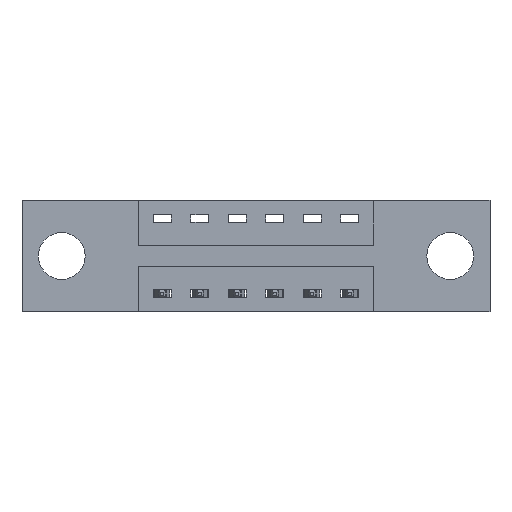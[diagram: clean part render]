
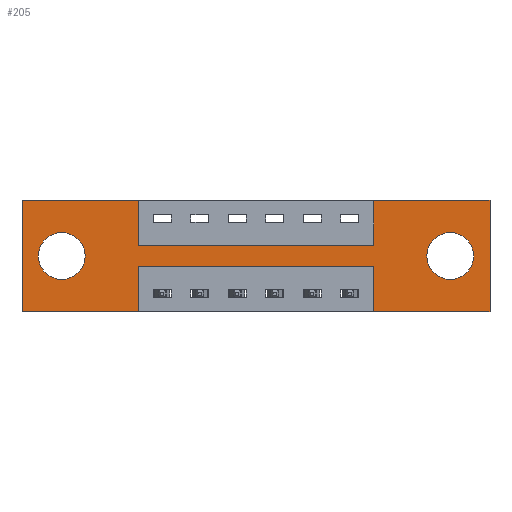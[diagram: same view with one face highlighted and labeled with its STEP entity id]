
A CAD part, front view. The second image highlights one B-rep face of the part: STEP entity #205.
In plain terms, the highlighted planar face has unit normal (0, -1, 0).
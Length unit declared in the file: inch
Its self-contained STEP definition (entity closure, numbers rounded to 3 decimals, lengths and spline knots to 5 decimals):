
#205 = ADVANCED_FACE ( 'NONE', ( #1001, #6413, #250 ), #5752, .T. ) ;
#210 = EDGE_CURVE ( 'NONE', #5787, #3428, #5088, .T. ) ;
#212 = DIRECTION ( 'NONE',  ( 0., 0., 1. ) ) ;
#214 = DIRECTION ( 'NONE',  ( 0., 0., -1. ) ) ;
#250 = FACE_OUTER_BOUND ( 'NONE', #1563, .T. ) ;
#261 = CARTESIAN_POINT ( 'NONE',  ( 0., 0., 0. ) ) ;
#477 = CARTESIAN_POINT ( 'NONE',  ( 0.3875, 0., -0.37 ) ) ;
#498 = DIRECTION ( 'NONE',  ( 0., 1., 0. ) ) ;
#563 = DIRECTION ( 'NONE',  ( 1., 0., 0. ) ) ;
#691 = VERTEX_POINT ( 'NONE', #3558 ) ;
#697 = CARTESIAN_POINT ( 'NONE',  ( 1.56, 0., -0.37 ) ) ;
#702 = AXIS2_PLACEMENT_3D ( 'NONE', #2637, #498, #5387 ) ;
#886 = DIRECTION ( 'NONE',  ( -1., 0., 0. ) ) ;
#1001 = FACE_BOUND ( 'NONE', #6243, .T. ) ;
#1026 = LINE ( 'NONE', #2428, #4934 ) ;
#1129 = LINE ( 'NONE', #477, #1693 ) ;
#1148 = CIRCLE ( 'NONE', #2313, 0.078 ) ;
#1159 = DIRECTION ( 'NONE',  ( -1., 0., 0. ) ) ;
#1217 = DIRECTION ( 'NONE',  ( 1., 0., 0. ) ) ;
#1429 = DIRECTION ( 'NONE',  ( 0., 1., 0. ) ) ;
#1478 = ORIENTED_EDGE ( 'NONE', *, *, #7574, .F. ) ;
#1563 = EDGE_LOOP ( 'NONE', ( #1856, #4470, #5355, #3489, #2225, #1771, #4578, #5124, #1677, #6678, #8600, #1478 ) ) ;
#1677 = ORIENTED_EDGE ( 'NONE', *, *, #210, .F. ) ;
#1693 = VECTOR ( 'NONE', #8717, 39.37008 ) ;
#1704 = EDGE_CURVE ( 'NONE', #3199, #8963, #1129, .T. ) ;
#1725 = EDGE_CURVE ( 'NONE', #6012, #5787, #3207, .T. ) ;
#1771 = ORIENTED_EDGE ( 'NONE', *, *, #8845, .F. ) ;
#1843 = ORIENTED_EDGE ( 'NONE', *, *, #3701, .T. ) ;
#1856 = ORIENTED_EDGE ( 'NONE', *, *, #1704, .F. ) ;
#2111 = EDGE_CURVE ( 'NONE', #3102, #4825, #4961, .T. ) ;
#2119 = CARTESIAN_POINT ( 'NONE',  ( 1.56, 0., 0. ) ) ;
#2225 = ORIENTED_EDGE ( 'NONE', *, *, #2111, .F. ) ;
#2313 = AXIS2_PLACEMENT_3D ( 'NONE', #3568, #3757, #214 ) ;
#2382 = CIRCLE ( 'NONE', #2515, 0.078 ) ;
#2413 = CARTESIAN_POINT ( 'NONE',  ( 0., 0., 0. ) ) ;
#2417 = VECTOR ( 'NONE', #563, 39.37008 ) ;
#2428 = CARTESIAN_POINT ( 'NONE',  ( 0., 0., -0.37 ) ) ;
#2515 = AXIS2_PLACEMENT_3D ( 'NONE', #6082, #8823, #2586 ) ;
#2586 = DIRECTION ( 'NONE',  ( 0., 0., 1. ) ) ;
#2600 = CARTESIAN_POINT ( 'NONE',  ( 1.1725, 0., -0.15 ) ) ;
#2601 = ORIENTED_EDGE ( 'NONE', *, *, #8792, .T. ) ;
#2628 = LINE ( 'NONE', #7388, #4914 ) ;
#2637 = CARTESIAN_POINT ( 'NONE',  ( 0.1325, 0., -0.185 ) ) ;
#2666 = LINE ( 'NONE', #6034, #6290 ) ;
#2847 = VECTOR ( 'NONE', #5101, 39.37008 ) ;
#2877 = VERTEX_POINT ( 'NONE', #8076 ) ;
#2970 = CARTESIAN_POINT ( 'NONE',  ( 0., 0., -0.37 ) ) ;
#3101 = EDGE_CURVE ( 'NONE', #691, #3199, #5559, .T. ) ;
#3102 = VERTEX_POINT ( 'NONE', #2119 ) ;
#3174 = DIRECTION ( 'NONE',  ( 0., 0., 1. ) ) ;
#3199 = VERTEX_POINT ( 'NONE', #5202 ) ;
#3207 = LINE ( 'NONE', #7322, #8944 ) ;
#3274 = CARTESIAN_POINT ( 'NONE',  ( 1.4275, 0., -0.263 ) ) ;
#3344 = ORIENTED_EDGE ( 'NONE', *, *, #7608, .T. ) ;
#3415 = VERTEX_POINT ( 'NONE', #8053 ) ;
#3428 = VERTEX_POINT ( 'NONE', #7815 ) ;
#3483 = EDGE_CURVE ( 'NONE', #6920, #7697, #1148, .T. ) ;
#3489 = ORIENTED_EDGE ( 'NONE', *, *, #6332, .F. ) ;
#3558 = CARTESIAN_POINT ( 'NONE',  ( 1.1725, 0., -0.22 ) ) ;
#3568 = CARTESIAN_POINT ( 'NONE',  ( 1.4275, 0., -0.185 ) ) ;
#3660 = CARTESIAN_POINT ( 'NONE',  ( 1.1725, 0., -0.37 ) ) ;
#3701 = EDGE_CURVE ( 'NONE', #7697, #6920, #7125, .T. ) ;
#3754 = DIRECTION ( 'NONE',  ( 0., 0., 1. ) ) ;
#3757 = DIRECTION ( 'NONE',  ( 0., 1., 0. ) ) ;
#3771 = VERTEX_POINT ( 'NONE', #2600 ) ;
#3910 = LINE ( 'NONE', #8761, #2417 ) ;
#3943 = AXIS2_PLACEMENT_3D ( 'NONE', #2970, #8551, #5041 ) ;
#3988 = CARTESIAN_POINT ( 'NONE',  ( 0., 0., -0.37 ) ) ;
#4020 = CARTESIAN_POINT ( 'NONE',  ( 1.4275, 0., -0.107 ) ) ;
#4252 = LINE ( 'NONE', #261, #6788 ) ;
#4337 = AXIS2_PLACEMENT_3D ( 'NONE', #8932, #1429, #8234 ) ;
#4448 = CARTESIAN_POINT ( 'NONE',  ( 1.56, 0., 0. ) ) ;
#4470 = ORIENTED_EDGE ( 'NONE', *, *, #3101, .F. ) ;
#4578 = ORIENTED_EDGE ( 'NONE', *, *, #5377, .F. ) ;
#4825 = VERTEX_POINT ( 'NONE', #697 ) ;
#4914 = VECTOR ( 'NONE', #3174, 39.37008 ) ;
#4934 = VECTOR ( 'NONE', #886, 39.37008 ) ;
#4961 = LINE ( 'NONE', #4448, #2847 ) ;
#5041 = DIRECTION ( 'NONE',  ( 0., 0., -1. ) ) ;
#5088 = LINE ( 'NONE', #5129, #6302 ) ;
#5101 = DIRECTION ( 'NONE',  ( 0., 0., -1. ) ) ;
#5124 = ORIENTED_EDGE ( 'NONE', *, *, #8147, .F. ) ;
#5129 = CARTESIAN_POINT ( 'NONE',  ( 0.3875, 0., 0. ) ) ;
#5184 = CARTESIAN_POINT ( 'NONE',  ( 0.3875, 0., 0. ) ) ;
#5202 = CARTESIAN_POINT ( 'NONE',  ( 0.3875, 0., -0.22 ) ) ;
#5233 = VERTEX_POINT ( 'NONE', #6112 ) ;
#5355 = ORIENTED_EDGE ( 'NONE', *, *, #6661, .F. ) ;
#5377 = EDGE_CURVE ( 'NONE', #3771, #7234, #2628, .T. ) ;
#5387 = DIRECTION ( 'NONE',  ( 0., 0., 1. ) ) ;
#5529 = EDGE_LOOP ( 'NONE', ( #3344, #2601 ) ) ;
#5559 = LINE ( 'NONE', #8362, #7851 ) ;
#5752 = PLANE ( 'NONE',  #3943 ) ;
#5787 = VERTEX_POINT ( 'NONE', #5184 ) ;
#5827 = CARTESIAN_POINT ( 'NONE',  ( 1.1725, 0., 0. ) ) ;
#6009 = VERTEX_POINT ( 'NONE', #7384 ) ;
#6012 = VERTEX_POINT ( 'NONE', #2413 ) ;
#6034 = CARTESIAN_POINT ( 'NONE',  ( 0., 0., 0. ) ) ;
#6082 = CARTESIAN_POINT ( 'NONE',  ( 0.1325, 0., -0.185 ) ) ;
#6112 = CARTESIAN_POINT ( 'NONE',  ( 0.1325, 0., -0.107 ) ) ;
#6243 = EDGE_LOOP ( 'NONE', ( #1843, #7291 ) ) ;
#6290 = VECTOR ( 'NONE', #1217, 39.37008 ) ;
#6302 = VECTOR ( 'NONE', #7935, 39.37008 ) ;
#6332 = EDGE_CURVE ( 'NONE', #4825, #2877, #1026, .T. ) ;
#6412 = CARTESIAN_POINT ( 'NONE',  ( 0.3875, 0., -0.37 ) ) ;
#6413 = FACE_BOUND ( 'NONE', #5529, .T. ) ;
#6648 = EDGE_CURVE ( 'NONE', #3415, #6012, #4252, .T. ) ;
#6661 = EDGE_CURVE ( 'NONE', #2877, #691, #7151, .T. ) ;
#6678 = ORIENTED_EDGE ( 'NONE', *, *, #1725, .F. ) ;
#6788 = VECTOR ( 'NONE', #3754, 39.37008 ) ;
#6809 = VECTOR ( 'NONE', #1159, 39.37008 ) ;
#6920 = VERTEX_POINT ( 'NONE', #3274 ) ;
#6950 = DIRECTION ( 'NONE',  ( -1., 0., 0. ) ) ;
#7125 = CIRCLE ( 'NONE', #4337, 0.078 ) ;
#7151 = LINE ( 'NONE', #3660, #8110 ) ;
#7234 = VERTEX_POINT ( 'NONE', #5827 ) ;
#7258 = CIRCLE ( 'NONE', #702, 0.078 ) ;
#7291 = ORIENTED_EDGE ( 'NONE', *, *, #3483, .T. ) ;
#7322 = CARTESIAN_POINT ( 'NONE',  ( 0., 0., 0. ) ) ;
#7384 = CARTESIAN_POINT ( 'NONE',  ( 0.1325, 0., -0.263 ) ) ;
#7388 = CARTESIAN_POINT ( 'NONE',  ( 1.1725, 0., 0. ) ) ;
#7408 = LINE ( 'NONE', #3988, #6809 ) ;
#7574 = EDGE_CURVE ( 'NONE', #8963, #3415, #7408, .T. ) ;
#7608 = EDGE_CURVE ( 'NONE', #5233, #6009, #7258, .T. ) ;
#7697 = VERTEX_POINT ( 'NONE', #4020 ) ;
#7815 = CARTESIAN_POINT ( 'NONE',  ( 0.3875, 0., -0.15 ) ) ;
#7851 = VECTOR ( 'NONE', #6950, 39.37008 ) ;
#7935 = DIRECTION ( 'NONE',  ( 0., 0., -1. ) ) ;
#8053 = CARTESIAN_POINT ( 'NONE',  ( 0., 0., -0.37 ) ) ;
#8076 = CARTESIAN_POINT ( 'NONE',  ( 1.1725, 0., -0.37 ) ) ;
#8110 = VECTOR ( 'NONE', #212, 39.37008 ) ;
#8147 = EDGE_CURVE ( 'NONE', #3428, #3771, #3910, .T. ) ;
#8155 = DIRECTION ( 'NONE',  ( 1., 0., 0. ) ) ;
#8234 = DIRECTION ( 'NONE',  ( 0., 0., -1. ) ) ;
#8362 = CARTESIAN_POINT ( 'NONE',  ( 0.3875, 0., -0.22 ) ) ;
#8551 = DIRECTION ( 'NONE',  ( 0., -1., 0. ) ) ;
#8600 = ORIENTED_EDGE ( 'NONE', *, *, #6648, .F. ) ;
#8717 = DIRECTION ( 'NONE',  ( 0., 0., -1. ) ) ;
#8761 = CARTESIAN_POINT ( 'NONE',  ( 0.3875, 0., -0.15 ) ) ;
#8792 = EDGE_CURVE ( 'NONE', #6009, #5233, #2382, .T. ) ;
#8823 = DIRECTION ( 'NONE',  ( 0., 1., 0. ) ) ;
#8845 = EDGE_CURVE ( 'NONE', #7234, #3102, #2666, .T. ) ;
#8932 = CARTESIAN_POINT ( 'NONE',  ( 1.4275, 0., -0.185 ) ) ;
#8944 = VECTOR ( 'NONE', #8155, 39.37008 ) ;
#8963 = VERTEX_POINT ( 'NONE', #6412 ) ;
